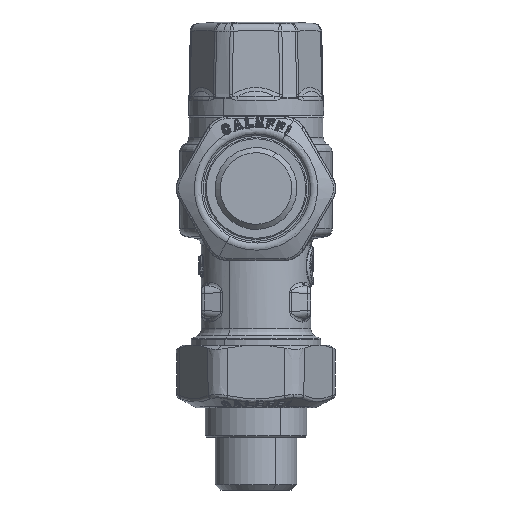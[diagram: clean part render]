
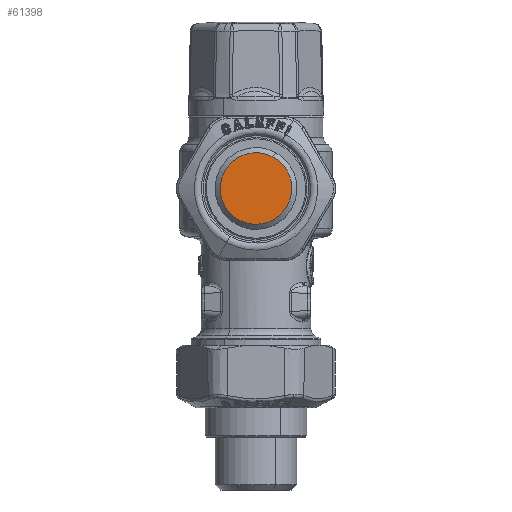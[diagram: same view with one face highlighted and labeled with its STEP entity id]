
A CAD part, front view. The second image highlights one B-rep face of the part: STEP entity #61398.
In plain terms, the highlighted planar face has unit normal (0, -1, 0).
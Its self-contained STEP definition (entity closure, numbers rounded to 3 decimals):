
#61375=CARTESIAN_POINT('Axis2P3D Location',(0.,-132.3,58.253)) ;
#61380=CARTESIAN_POINT('Axis2P3D Location',(0.,-132.3,50.753)) ;
#61384=CARTESIAN_POINT('Vertex',(4.387,-132.3,58.783)) ;
#61386=CARTESIAN_POINT('Vertex',(-4.387,-132.3,42.723)) ;
#61389=CARTESIAN_POINT('Axis2P3D Location',(0.,-132.3,50.753)) ;
#61376=DIRECTION('Axis2P3D Direction',(0.,1.,0.)) ;
#61377=DIRECTION('Axis2P3D XDirection',(1.,0.,0.)) ;
#61381=DIRECTION('Axis2P3D Direction',(0.,1.,0.)) ;
#61390=DIRECTION('Axis2P3D Direction',(0.,1.,0.)) ;
#61378=AXIS2_PLACEMENT_3D('Plane Axis2P3D',#61375,#61376,#61377) ;
#61382=AXIS2_PLACEMENT_3D('Circle Axis2P3D',#61380,#61381,$) ;
#61391=AXIS2_PLACEMENT_3D('Circle Axis2P3D',#61389,#61390,$) ;
#61383=CIRCLE('generated circle',#61382,9.15) ;
#61392=CIRCLE('generated circle',#61391,9.15) ;
#61379=PLANE('',#61378) ;
#61388=EDGE_CURVE('',#61385,#61387,#61383,.T.) ;
#61393=EDGE_CURVE('',#61387,#61385,#61392,.T.) ;
#61395=ORIENTED_EDGE('',*,*,#61388,.F.) ;
#61396=ORIENTED_EDGE('',*,*,#61393,.F.) ;
#61394=EDGE_LOOP('',(#61395,#61396)) ;
#61385=VERTEX_POINT('',#61384) ;
#61387=VERTEX_POINT('',#61386) ;
#61398=ADVANCED_FACE('PartBody',(#61397),#61379,.F.) ;
#61397=FACE_OUTER_BOUND('',#61394,.T.) ;
